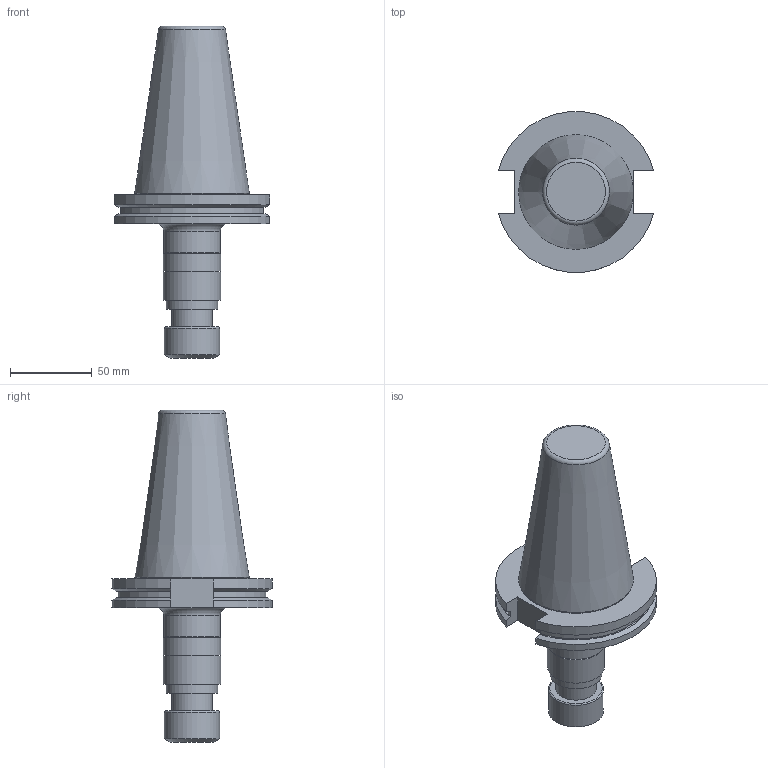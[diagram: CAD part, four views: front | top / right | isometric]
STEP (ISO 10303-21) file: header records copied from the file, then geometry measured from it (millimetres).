
FILE_DESCRIPTION(/* description */ (''),/* implementation_level */ '2;1');
FILE_NAME(/* name */ '1525691257967.stp',/* time_stamp */ '2018-05-07T13:07:47+02:00',/* author */ (''),/* organization */ ('SMS'),/* preprocessor_version */ 'ST-DEVELOPER v15',/* originating_system */ 'SIEMENS PLM Software NX 8.5',/* authorisation */ '');
FILE_SCHEMA (('AUTOMOTIVE_DESIGN { 1 0 10303 214 3 1 1 1 }'));
Length unit declared in the file: millimetre
Products named in the file (1): 201636748mod000_00
Bounding box: 94.96 x 98.03 x 202.8 mm (x, y, z)
Volume: 442192.7 mm3; surface area: 45970.3 mm2
Topology: 1 solids, 1 shells, 45 faces, 99 edges, 67 vertices
Faces by surface type: plane 20, cylinder 14, cone 8, torus 3
Full cylindrical faces by diameter (mm): 24.867 x1, 31.5 x1, 32.5 x1, 33.7 x1, 34.6 x1, 35 x2, 69.4 x1
Entity records: 1237 total; most frequent: CARTESIAN_POINT 222, DIRECTION 212, ORIENTED_EDGE 166, AXIS2_PLACEMENT_3D 88, EDGE_CURVE 83, EDGE_LOOP 68, VERTEX_POINT 63, FACE_BOUND 46
